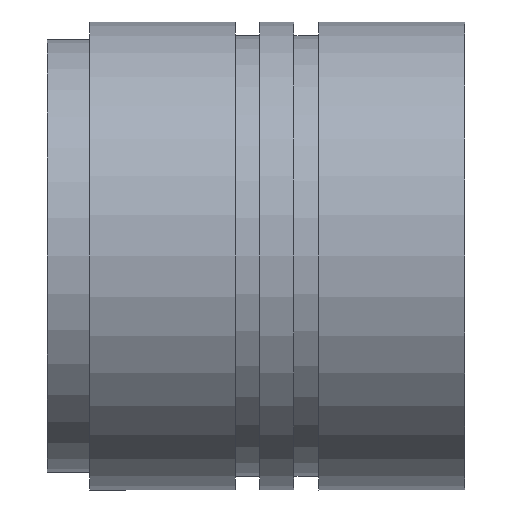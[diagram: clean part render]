
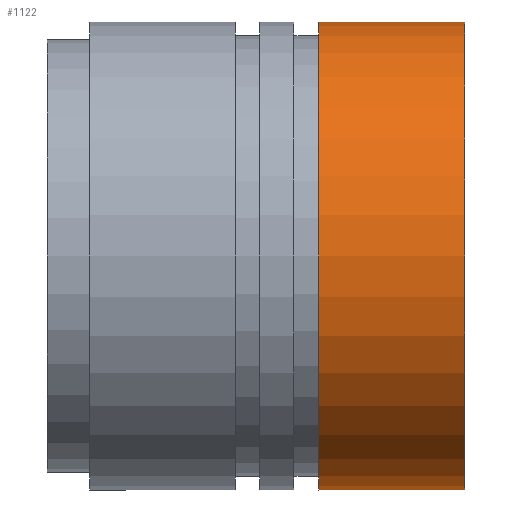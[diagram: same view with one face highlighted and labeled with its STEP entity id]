
A CAD part, front view. The second image highlights one B-rep face of the part: STEP entity #1122.
In plain terms, the highlighted cylindrical face has radius 34.823 mm (diameter 69.647 mm), a partial arc.
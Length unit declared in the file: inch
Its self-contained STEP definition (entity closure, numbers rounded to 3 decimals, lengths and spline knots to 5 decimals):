
#6 = CIRCLE ( 'NONE', #496, 1.371 ) ;
#89 = AXIS2_PLACEMENT_3D ( 'NONE', #1290, #231, #1175 ) ;
#98 = EDGE_CURVE ( 'NONE', #806, #1190, #1355, .T. ) ;
#107 = EDGE_CURVE ( 'NONE', #1190, #193, #1373, .T. ) ;
#114 = CARTESIAN_POINT ( 'NONE',  ( -3.50354, 0., 0. ) ) ;
#172 = DIRECTION ( 'NONE',  ( 0., 0., 1. ) ) ;
#191 = ORIENTED_EDGE ( 'NONE', *, *, #473, .T. ) ;
#192 = AXIS2_PLACEMENT_3D ( 'NONE', #114, #339, #557 ) ;
#193 = VERTEX_POINT ( 'NONE', #219 ) ;
#219 = CARTESIAN_POINT ( 'NONE',  ( 1.59, 0., 1.371 ) ) ;
#231 = DIRECTION ( 'NONE',  ( -1., 0., 0. ) ) ;
#339 = DIRECTION ( 'NONE',  ( -1., 0., 0. ) ) ;
#351 = CARTESIAN_POINT ( 'NONE',  ( 1.59, 0., -1.371 ) ) ;
#396 = FACE_OUTER_BOUND ( 'NONE', #486, .T. ) ;
#410 = CARTESIAN_POINT ( 'NONE',  ( -3.50354, 0., -1.371 ) ) ;
#437 = CARTESIAN_POINT ( 'NONE',  ( 2.446, 0., -1.371 ) ) ;
#455 = CARTESIAN_POINT ( 'NONE',  ( -3.50354, 0., 1.371 ) ) ;
#473 = EDGE_CURVE ( 'NONE', #806, #553, #6, .T. ) ;
#486 = EDGE_LOOP ( 'NONE', ( #947, #191, #1080, #662 ) ) ;
#496 = AXIS2_PLACEMENT_3D ( 'NONE', #1022, #811, #172 ) ;
#553 = VERTEX_POINT ( 'NONE', #1032 ) ;
#557 = DIRECTION ( 'NONE',  ( 0., 0., 1. ) ) ;
#620 = EDGE_CURVE ( 'NONE', #553, #193, #1092, .T. ) ;
#662 = ORIENTED_EDGE ( 'NONE', *, *, #107, .F. ) ;
#703 = CYLINDRICAL_SURFACE ( 'NONE', #192, 1.371 ) ;
#806 = VERTEX_POINT ( 'NONE', #437 ) ;
#811 = DIRECTION ( 'NONE',  ( -1., 0., 0. ) ) ;
#842 = VECTOR ( 'NONE', #989, 39.37008 ) ;
#947 = ORIENTED_EDGE ( 'NONE', *, *, #98, .F. ) ;
#989 = DIRECTION ( 'NONE',  ( -1., 0., 0. ) ) ;
#1022 = CARTESIAN_POINT ( 'NONE',  ( 2.446, 0., 0. ) ) ;
#1032 = CARTESIAN_POINT ( 'NONE',  ( 2.446, 0., 1.371 ) ) ;
#1055 = VECTOR ( 'NONE', #1267, 39.37008 ) ;
#1080 = ORIENTED_EDGE ( 'NONE', *, *, #620, .T. ) ;
#1092 = LINE ( 'NONE', #455, #842 ) ;
#1122 = ADVANCED_FACE ( 'NONE', ( #396 ), #703, .T. ) ;
#1175 = DIRECTION ( 'NONE',  ( 0., 0., 1. ) ) ;
#1190 = VERTEX_POINT ( 'NONE', #351 ) ;
#1267 = DIRECTION ( 'NONE',  ( -1., 0., 0. ) ) ;
#1290 = CARTESIAN_POINT ( 'NONE',  ( 1.59, 0., 0. ) ) ;
#1355 = LINE ( 'NONE', #410, #1055 ) ;
#1373 = CIRCLE ( 'NONE', #89, 1.371 ) ;
